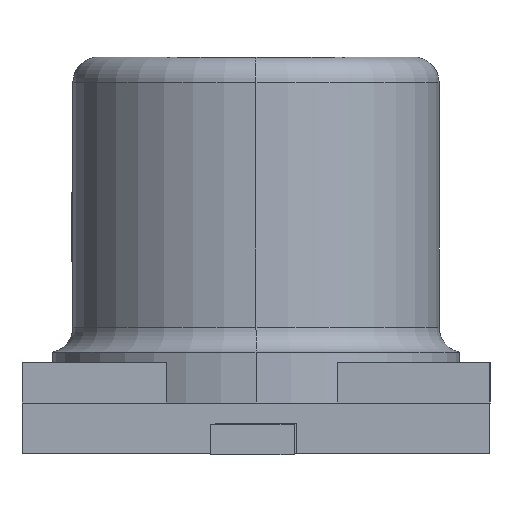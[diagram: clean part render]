
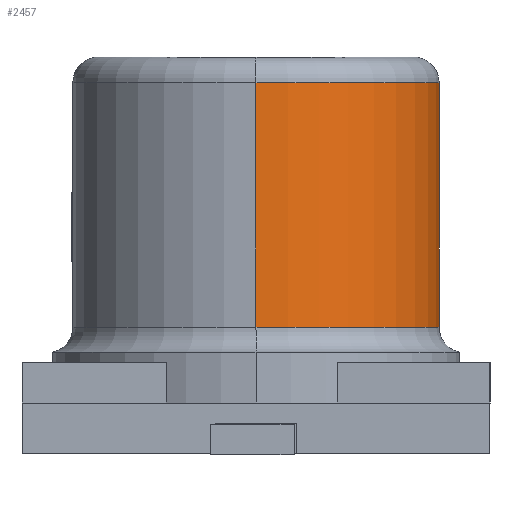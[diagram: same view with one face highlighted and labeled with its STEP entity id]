
A CAD part, left-side view. The second image highlights one B-rep face of the part: STEP entity #2457.
In plain terms, the highlighted cylindrical face has radius 1.8 mm (diameter 3.6 mm), a partial arc.
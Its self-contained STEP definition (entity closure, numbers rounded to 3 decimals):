
#1252 = CARTESIAN_POINT ( 'NONE',  ( -3., 0., 3.65 ) ) ;
#1475 = DIRECTION ( 'NONE',  ( 0., 0., -1. ) ) ;
#1766 = EDGE_CURVE ( 'NONE', #5815, #17427, #18528, .T. ) ;
#1937 = VERTEX_POINT ( 'NONE', #10085 ) ;
#2457 = ADVANCED_FACE ( 'NONE', ( #22181 ), #13018, .T. ) ;
#2513 = ORIENTED_EDGE ( 'NONE', *, *, #22336, .T. ) ;
#2735 = EDGE_LOOP ( 'NONE', ( #2513, #15164, #19086, #8957 ) ) ;
#3209 = LINE ( 'NONE', #17369, #21170 ) ;
#4060 = AXIS2_PLACEMENT_3D ( 'NONE', #21951, #20330, #4556 ) ;
#4551 = CARTESIAN_POINT ( 'NONE',  ( -3., 0., 1.245 ) ) ;
#4556 = DIRECTION ( 'NONE',  ( -1., 0., 0. ) ) ;
#5021 = AXIS2_PLACEMENT_3D ( 'NONE', #1252, #15301, #17269 ) ;
#5815 = VERTEX_POINT ( 'NONE', #22826 ) ;
#7740 = EDGE_CURVE ( 'NONE', #21361, #17427, #8281, .T. ) ;
#8281 = LINE ( 'NONE', #15359, #22399 ) ;
#8957 = ORIENTED_EDGE ( 'NONE', *, *, #7740, .F. ) ;
#10085 = CARTESIAN_POINT ( 'NONE',  ( -4.8, 0., 3.65 ) ) ;
#11463 = AXIS2_PLACEMENT_3D ( 'NONE', #4551, #13465, #18728 ) ;
#13018 = CYLINDRICAL_SURFACE ( 'NONE', #4060, 1.8 ) ;
#13465 = DIRECTION ( 'NONE',  ( 0., 0., 1. ) ) ;
#15164 = ORIENTED_EDGE ( 'NONE', *, *, #18079, .T. ) ;
#15301 = DIRECTION ( 'NONE',  ( 0., 0., -1. ) ) ;
#15359 = CARTESIAN_POINT ( 'NONE',  ( -3., -1.8, 18.053 ) ) ;
#16760 = DIRECTION ( 'NONE',  ( 0., 0., -1. ) ) ;
#17269 = DIRECTION ( 'NONE',  ( -1., 0., 0. ) ) ;
#17369 = CARTESIAN_POINT ( 'NONE',  ( -4.8, 0., 18.053 ) ) ;
#17427 = VERTEX_POINT ( 'NONE', #22332 ) ;
#18079 = EDGE_CURVE ( 'NONE', #1937, #5815, #3209, .T. ) ;
#18528 = CIRCLE ( 'NONE', #11463, 1.8 ) ;
#18728 = DIRECTION ( 'NONE',  ( -1., 0., 0. ) ) ;
#19086 = ORIENTED_EDGE ( 'NONE', *, *, #1766, .T. ) ;
#19852 = CIRCLE ( 'NONE', #5021, 1.8 ) ;
#20330 = DIRECTION ( 'NONE',  ( 0., 0., -1. ) ) ;
#21170 = VECTOR ( 'NONE', #1475, 1000. ) ;
#21361 = VERTEX_POINT ( 'NONE', #22927 ) ;
#21951 = CARTESIAN_POINT ( 'NONE',  ( -3., 0., 18.053 ) ) ;
#22181 = FACE_OUTER_BOUND ( 'NONE', #2735, .T. ) ;
#22332 = CARTESIAN_POINT ( 'NONE',  ( -3., -1.8, 1.245 ) ) ;
#22336 = EDGE_CURVE ( 'NONE', #21361, #1937, #19852, .T. ) ;
#22399 = VECTOR ( 'NONE', #16760, 1000. ) ;
#22826 = CARTESIAN_POINT ( 'NONE',  ( -4.8, 0., 1.245 ) ) ;
#22927 = CARTESIAN_POINT ( 'NONE',  ( -3., -1.8, 3.65 ) ) ;
